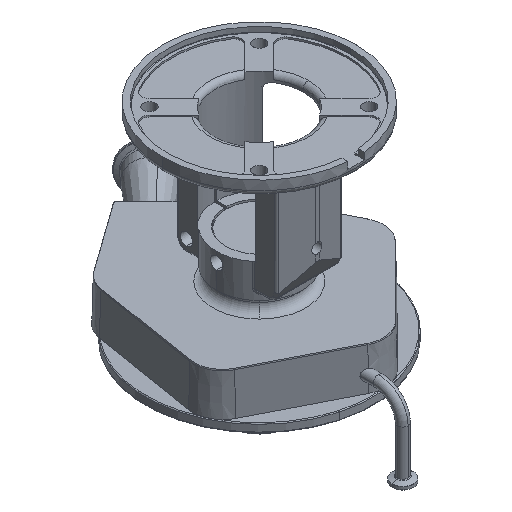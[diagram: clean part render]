
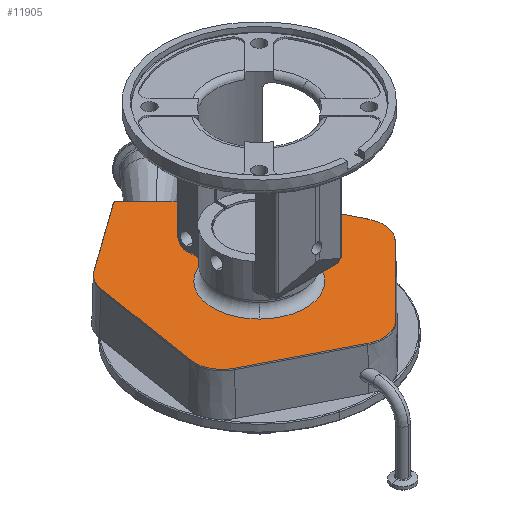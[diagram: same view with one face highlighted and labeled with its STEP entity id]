
A CAD part, isometric view. The second image highlights one B-rep face of the part: STEP entity #11905.
In plain terms, the highlighted planar face has unit normal (0, 0, 1).
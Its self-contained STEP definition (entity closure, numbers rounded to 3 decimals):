
#60 = EDGE_CURVE ( 'NONE', #120, #4080, #9714, .T. ) ;
#96 = DIRECTION ( 'NONE',  ( 0., 0., -1. ) ) ;
#120 = VERTEX_POINT ( 'NONE', #10893 ) ;
#290 = EDGE_LOOP ( 'NONE', ( #2912, #7361 ) ) ;
#303 = DIRECTION ( 'NONE',  ( -0.707, -0.707, 0. ) ) ;
#358 = AXIS2_PLACEMENT_3D ( 'NONE', #3306, #96, #303 ) ;
#427 = VERTEX_POINT ( 'NONE', #7219 ) ;
#509 = EDGE_CURVE ( 'NONE', #6942, #3014, #9895, .T. ) ;
#578 = VERTEX_POINT ( 'NONE', #4330 ) ;
#621 = ORIENTED_EDGE ( 'NONE', *, *, #8547, .F. ) ;
#796 = AXIS2_PLACEMENT_3D ( 'NONE', #9321, #13800, #12623 ) ;
#829 = CARTESIAN_POINT ( 'NONE',  ( 128.115, -0.322, -189. ) ) ;
#891 = CARTESIAN_POINT ( 'NONE',  ( 98.302, -15.394, -189. ) ) ;
#906 = DIRECTION ( 'NONE',  ( 0.451, -0.892, 0. ) ) ;
#984 = VERTEX_POINT ( 'NONE', #9214 ) ;
#1106 = DIRECTION ( 'NONE',  ( -0.707, -0.707, 0. ) ) ;
#1236 = EDGE_CURVE ( 'NONE', #427, #984, #12038, .T. ) ;
#1252 = EDGE_CURVE ( 'NONE', #7268, #7573, #6139, .T. ) ;
#1802 = VERTEX_POINT ( 'NONE', #10815 ) ;
#1858 = VERTEX_POINT ( 'NONE', #3173 ) ;
#1980 = AXIS2_PLACEMENT_3D ( 'NONE', #891, #13012, #4260 ) ;
#2012 = EDGE_CURVE ( 'NONE', #11446, #1802, #7125, .T. ) ;
#2077 = EDGE_LOOP ( 'NONE', ( #8156, #13062, #12593, #8107, #6265, #2564, #2702, #621, #12935, #8113, #9068, #9283, #12228, #7814 ) ) ;
#2340 = EDGE_CURVE ( 'NONE', #984, #12602, #6192, .T. ) ;
#2564 = ORIENTED_EDGE ( 'NONE', *, *, #2340, .F. ) ;
#2625 = LINE ( 'NONE', #10583, #3282 ) ;
#2702 = ORIENTED_EDGE ( 'NONE', *, *, #1236, .F. ) ;
#2714 = CARTESIAN_POINT ( 'NONE',  ( 39.4, -121.828, -189. ) ) ;
#2774 = CARTESIAN_POINT ( 'NONE',  ( 40.096, 99.742, -189. ) ) ;
#2885 = CARTESIAN_POINT ( 'NONE',  ( -116.993, 87.288, -189. ) ) ;
#2912 = ORIENTED_EDGE ( 'NONE', *, *, #10648, .F. ) ;
#3014 = VERTEX_POINT ( 'NONE', #10141 ) ;
#3066 = DIRECTION ( 'NONE',  ( 0., 0., -1. ) ) ;
#3173 = CARTESIAN_POINT ( 'NONE',  ( 121.965, -38.974, -189. ) ) ;
#3282 = VECTOR ( 'NONE', #10426, 1000. ) ;
#3306 = CARTESIAN_POINT ( 'NONE',  ( -3.994, 162.261, -189. ) ) ;
#3511 = DIRECTION ( 'NONE',  ( 0., 0., -1. ) ) ;
#3533 = DIRECTION ( 'NONE',  ( -0.706, -0.708, 0. ) ) ;
#4080 = VERTEX_POINT ( 'NONE', #829 ) ;
#4142 = EDGE_CURVE ( 'NONE', #11368, #7573, #12545, .T. ) ;
#4146 = VECTOR ( 'NONE', #3533, 1000. ) ;
#4260 = DIRECTION ( 'NONE',  ( -0.707, -0.707, 0. ) ) ;
#4330 = CARTESIAN_POINT ( 'NONE',  ( 58.944, 127.324, -189. ) ) ;
#4470 = CARTESIAN_POINT ( 'NONE',  ( 0., 0., -189. ) ) ;
#4492 = LINE ( 'NONE', #12290, #4146 ) ;
#4623 = FACE_OUTER_BOUND ( 'NONE', #2077, .T. ) ;
#4809 = DIRECTION ( 'NONE',  ( -0.707, -0.707, 0. ) ) ;
#4882 = VECTOR ( 'NONE', #6203, 1000. ) ;
#5209 = AXIS2_PLACEMENT_3D ( 'NONE', #13138, #3066, #8872 ) ;
#5450 = AXIS2_PLACEMENT_3D ( 'NONE', #2774, #13796, #8132 ) ;
#5578 = DIRECTION ( 'NONE',  ( 0., 0., 1. ) ) ;
#5911 = DIRECTION ( 'NONE',  ( 0., 0., -1. ) ) ;
#6033 = AXIS2_PLACEMENT_3D ( 'NONE', #14415, #11247, #9997 ) ;
#6139 = LINE ( 'NONE', #9302, #13210 ) ;
#6192 = CIRCLE ( 'NONE', #10194, 33.406 ) ;
#6197 = VERTEX_POINT ( 'NONE', #7588 ) ;
#6203 = DIRECTION ( 'NONE',  ( 0.813, 0.582, 0. ) ) ;
#6221 = CIRCLE ( 'NONE', #1980, 33.406 ) ;
#6265 = ORIENTED_EDGE ( 'NONE', *, *, #7927, .F. ) ;
#6772 = CARTESIAN_POINT ( 'NONE',  ( 40.305, 122.329, -189. ) ) ;
#6853 = VERTEX_POINT ( 'NONE', #2714 ) ;
#6942 = VERTEX_POINT ( 'NONE', #13129 ) ;
#7125 = CIRCLE ( 'NONE', #796, 33.406 ) ;
#7219 = CARTESIAN_POINT ( 'NONE',  ( -101.399, 86.281, -189. ) ) ;
#7268 = VERTEX_POINT ( 'NONE', #6772 ) ;
#7361 = ORIENTED_EDGE ( 'NONE', *, *, #509, .F. ) ;
#7573 = VERTEX_POINT ( 'NONE', #11154 ) ;
#7588 = CARTESIAN_POINT ( 'NONE',  ( 0.571, -128.013, -189. ) ) ;
#7672 = CARTESIAN_POINT ( 'NONE',  ( 0.571, -128.013, -189. ) ) ;
#7741 = LINE ( 'NONE', #7672, #8327 ) ;
#7814 = ORIENTED_EDGE ( 'NONE', *, *, #60, .F. ) ;
#7927 = EDGE_CURVE ( 'NONE', #12602, #11368, #8470, .T. ) ;
#7931 = CARTESIAN_POINT ( 'NONE',  ( 0., 0., -189. ) ) ;
#8107 = ORIENTED_EDGE ( 'NONE', *, *, #4142, .F. ) ;
#8113 = ORIENTED_EDGE ( 'NONE', *, *, #10457, .F. ) ;
#8132 = DIRECTION ( 'NONE',  ( -0.707, -0.707, 0. ) ) ;
#8156 = ORIENTED_EDGE ( 'NONE', *, *, #13578, .F. ) ;
#8327 = VECTOR ( 'NONE', #12158, 1000. ) ;
#8470 = LINE ( 'NONE', #2885, #4882 ) ;
#8547 = EDGE_CURVE ( 'NONE', #1802, #427, #2625, .T. ) ;
#8872 = DIRECTION ( 'NONE',  ( -0.707, -0.707, 0. ) ) ;
#8974 = LINE ( 'NONE', #9127, #11416 ) ;
#9068 = ORIENTED_EDGE ( 'NONE', *, *, #14417, .F. ) ;
#9110 = PLANE ( 'NONE',  #6033 ) ;
#9127 = CARTESIAN_POINT ( 'NONE',  ( 118.508, 143.284, -189. ) ) ;
#9211 = AXIS2_PLACEMENT_3D ( 'NONE', #10625, #5911, #4809 ) ;
#9214 = CARTESIAN_POINT ( 'NONE',  ( -92.04, 104.584, -189. ) ) ;
#9283 = ORIENTED_EDGE ( 'NONE', *, *, #11502, .F. ) ;
#9302 = CARTESIAN_POINT ( 'NONE',  ( 81.317, 81.317, -189. ) ) ;
#9321 = CARTESIAN_POINT ( 'NONE',  ( -88.734, -45.017, -189. ) ) ;
#9516 = AXIS2_PLACEMENT_3D ( 'NONE', #7931, #11244, #10062 ) ;
#9714 = LINE ( 'NONE', #12077, #11759 ) ;
#9895 = CIRCLE ( 'NONE', #13637, 55. ) ;
#9941 = CARTESIAN_POINT ( 'NONE',  ( -87.855, 108.132, -189. ) ) ;
#9997 = DIRECTION ( 'NONE',  ( -0.707, -0.707, 0. ) ) ;
#10062 = DIRECTION ( 'NONE',  ( -0.707, -0.707, 0. ) ) ;
#10141 = CARTESIAN_POINT ( 'NONE',  ( -38.891, -38.891, -189. ) ) ;
#10194 = AXIS2_PLACEMENT_3D ( 'NONE', #12258, #3511, #13430 ) ;
#10210 = FACE_BOUND ( 'NONE', #290, .T. ) ;
#10426 = DIRECTION ( 'NONE',  ( 0.159, 0.987, 0. ) ) ;
#10457 = EDGE_CURVE ( 'NONE', #6197, #11446, #7741, .T. ) ;
#10483 = EDGE_CURVE ( 'NONE', #4080, #1858, #6221, .T. ) ;
#10544 = CARTESIAN_POINT ( 'NONE',  ( -6.769, 166.14, -189. ) ) ;
#10583 = CARTESIAN_POINT ( 'NONE',  ( -127.433, -75.16, -189. ) ) ;
#10625 = CARTESIAN_POINT ( 'NONE',  ( -68.419, 80.962, -189. ) ) ;
#10648 = EDGE_CURVE ( 'NONE', #3014, #6942, #12796, .T. ) ;
#10815 = CARTESIAN_POINT ( 'NONE',  ( -121.714, -39.699, -189. ) ) ;
#10821 = CARTESIAN_POINT ( 'NONE',  ( -103.9, -74.782, -189. ) ) ;
#10893 = CARTESIAN_POINT ( 'NONE',  ( 69.909, 114.814, -189. ) ) ;
#11154 = CARTESIAN_POINT ( 'NONE',  ( -4.38, 167.015, -189. ) ) ;
#11244 = DIRECTION ( 'NONE',  ( 0., 0., 1. ) ) ;
#11247 = DIRECTION ( 'NONE',  ( 0., 0., 1. ) ) ;
#11263 = DIRECTION ( 'NONE',  ( -0.966, -0.259, 0. ) ) ;
#11368 = VERTEX_POINT ( 'NONE', #10544 ) ;
#11416 = VECTOR ( 'NONE', #11263, 1000. ) ;
#11446 = VERTEX_POINT ( 'NONE', #10821 ) ;
#11495 = EDGE_CURVE ( 'NONE', #578, #7268, #8974, .T. ) ;
#11502 = EDGE_CURVE ( 'NONE', #1858, #6853, #4492, .T. ) ;
#11546 = CIRCLE ( 'NONE', #5209, 33.406 ) ;
#11759 = VECTOR ( 'NONE', #906, 1000. ) ;
#11803 = CIRCLE ( 'NONE', #5450, 33.406 ) ;
#11905 = ADVANCED_FACE ( 'NONE', ( #10210, #4623 ), #9110, .T. ) ;
#12038 = CIRCLE ( 'NONE', #9211, 33.406 ) ;
#12077 = CARTESIAN_POINT ( 'NONE',  ( 144.669, -33.067, -189. ) ) ;
#12158 = DIRECTION ( 'NONE',  ( -0.891, 0.454, 0. ) ) ;
#12228 = ORIENTED_EDGE ( 'NONE', *, *, #10483, .F. ) ;
#12258 = CARTESIAN_POINT ( 'NONE',  ( -68.419, 80.962, -189. ) ) ;
#12290 = CARTESIAN_POINT ( 'NONE',  ( 39.4, -121.828, -189. ) ) ;
#12545 = CIRCLE ( 'NONE', #358, 4.77 ) ;
#12593 = ORIENTED_EDGE ( 'NONE', *, *, #1252, .T. ) ;
#12602 = VERTEX_POINT ( 'NONE', #9941 ) ;
#12623 = DIRECTION ( 'NONE',  ( -0.707, -0.707, 0. ) ) ;
#12796 = CIRCLE ( 'NONE', #9516, 55. ) ;
#12935 = ORIENTED_EDGE ( 'NONE', *, *, #2012, .F. ) ;
#13012 = DIRECTION ( 'NONE',  ( 0., 0., -1. ) ) ;
#13062 = ORIENTED_EDGE ( 'NONE', *, *, #11495, .T. ) ;
#13129 = CARTESIAN_POINT ( 'NONE',  ( 38.891, 38.891, -189. ) ) ;
#13138 = CARTESIAN_POINT ( 'NONE',  ( 15.737, -98.248, -189. ) ) ;
#13210 = VECTOR ( 'NONE', #13784, 1000. ) ;
#13430 = DIRECTION ( 'NONE',  ( -0.707, -0.707, 0. ) ) ;
#13578 = EDGE_CURVE ( 'NONE', #578, #120, #11803, .T. ) ;
#13637 = AXIS2_PLACEMENT_3D ( 'NONE', #4470, #5578, #1106 ) ;
#13784 = DIRECTION ( 'NONE',  ( -0.707, 0.707, 0. ) ) ;
#13796 = DIRECTION ( 'NONE',  ( 0., 0., -1. ) ) ;
#13800 = DIRECTION ( 'NONE',  ( 0., 0., -1. ) ) ;
#14415 = CARTESIAN_POINT ( 'NONE',  ( 123.744, 123.744, -189. ) ) ;
#14417 = EDGE_CURVE ( 'NONE', #6853, #6197, #11546, .T. ) ;
